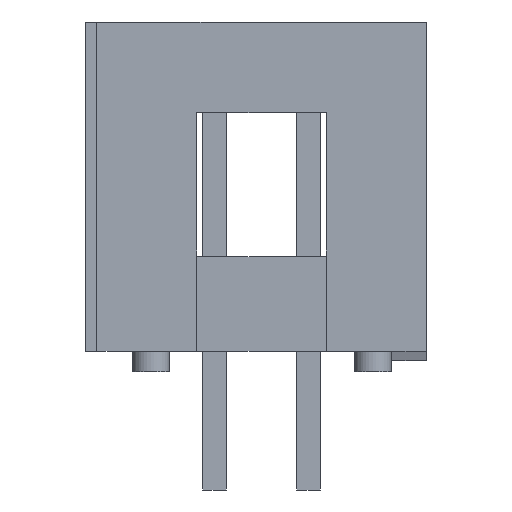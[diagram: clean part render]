
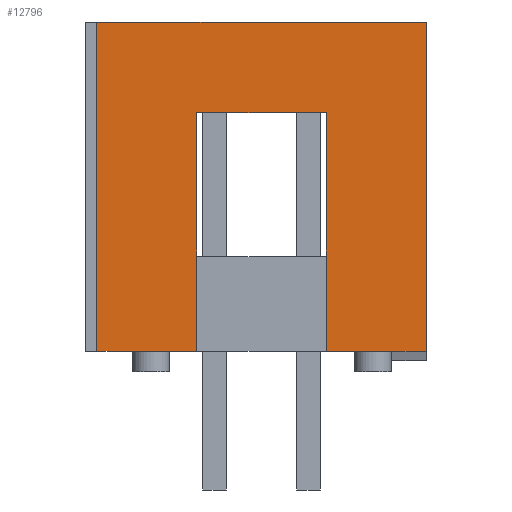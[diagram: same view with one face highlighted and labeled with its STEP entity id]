
A CAD part, left-side view. The second image highlights one B-rep face of the part: STEP entity #12796.
In plain terms, the highlighted planar face has unit normal (-1, 0, 0).
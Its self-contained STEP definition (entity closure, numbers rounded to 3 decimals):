
#11217=CARTESIAN_POINT('',(-25.4,-1.75,7.0));
#11218=VERTEX_POINT('',#11217);
#11225=CARTESIAN_POINT('',(-25.4,1.75,7.0));
#11226=VERTEX_POINT('',#11225);
#11227=CARTESIAN_POINT('',(-25.4,0.,7.0));
#11228=DIRECTION('',(0.0,-1.0,0.0));
#11229=VECTOR('',#11228,1.0);
#11230=LINE('',#11227,#11229);
#11231=EDGE_CURVE('n� 1000',#11226,#11218,#11230,.T.);
#11255=CARTESIAN_POINT('',(-25.4,-1.75,0.55));
#11256=VERTEX_POINT('',#11255);
#11263=CARTESIAN_POINT('',(-25.4,-1.75,5.0));
#11264=DIRECTION('',(-0.0,0.0,-1.0));
#11265=VECTOR('',#11264,1.0);
#11266=LINE('',#11263,#11265);
#11267=EDGE_CURVE('n� 999',#11218,#11256,#11266,.T.);
#11279=CARTESIAN_POINT('',(-25.4,1.75,0.55));
#11280=VERTEX_POINT('',#11279);
#11281=CARTESIAN_POINT('',(-25.4,1.75,5.0));
#11282=DIRECTION('',(-0.0,0.,1.0));
#11283=VECTOR('',#11282,1.0);
#11284=LINE('',#11281,#11283);
#11285=EDGE_CURVE('n� 993',#11280,#11226,#11284,.T.);
#11957=CARTESIAN_POINT('',(-25.4,4.45,9.45));
#11958=VERTEX_POINT('',#11957);
#11965=CARTESIAN_POINT('',(-25.4,-4.45,9.45));
#11966=VERTEX_POINT('',#11965);
#11967=CARTESIAN_POINT('',(-25.4,0.,9.45));
#11968=DIRECTION('',(0.0,1.0,0.0));
#11969=VECTOR('',#11968,1.0);
#11970=LINE('',#11967,#11969);
#11971=EDGE_CURVE('n� 996',#11966,#11958,#11970,.T.);
#12723=CARTESIAN_POINT('',(-25.4,-4.45,0.55));
#12724=VERTEX_POINT('',#12723);
#12725=CARTESIAN_POINT('',(-25.4,-4.45,5.0));
#12726=DIRECTION('',(0.0,-0.0,1.0));
#12727=VECTOR('',#12726,1.0);
#12728=LINE('',#12725,#12727);
#12729=EDGE_CURVE('n� 997',#12724,#11966,#12728,.T.);
#12764=CARTESIAN_POINT('',(-25.4,4.45,0.55));
#12765=VERTEX_POINT('',#12764);
#12766=CARTESIAN_POINT('',(-25.4,0.15,0.55));
#12767=DIRECTION('',(0.0,1.0,0.0));
#12768=VECTOR('',#12767,1.0);
#12769=LINE('',#12766,#12768);
#12770=EDGE_CURVE('n� 113',#11280,#12765,#12769,.T.);
#12771=ORIENTED_EDGE('',*,*,#12770,.F.);
#12772=ORIENTED_EDGE('',*,*,#11285,.T.);
#12773=ORIENTED_EDGE('',*,*,#11231,.T.);
#12774=ORIENTED_EDGE('',*,*,#11267,.T.);
#12775=CARTESIAN_POINT('',(-25.4,0.15,0.55));
#12776=DIRECTION('',(0.0,1.0,-0.0));
#12777=VECTOR('',#12776,1.0);
#12778=LINE('',#12775,#12777);
#12779=EDGE_CURVE('n� 117',#12724,#11256,#12778,.T.);
#12780=ORIENTED_EDGE('',*,*,#12779,.F.);
#12781=ORIENTED_EDGE('',*,*,#12729,.T.);
#12782=ORIENTED_EDGE('',*,*,#11971,.T.);
#12783=CARTESIAN_POINT('',(-25.4,4.45,5.0));
#12784=DIRECTION('',(0.0,0.0,1.0));
#12785=VECTOR('',#12784,1.0);
#12786=LINE('',#12783,#12785);
#12787=EDGE_CURVE('n� 974',#12765,#11958,#12786,.T.);
#12788=ORIENTED_EDGE('',*,*,#12787,.F.);
#12789=EDGE_LOOP('',(#12771,#12772,#12773,#12774,#12780,#12781,#12782,#12788));
#12790=FACE_OUTER_BOUND('',#12789,.T.);
#12791=CARTESIAN_POINT('',(-25.4,4.45,0.55));
#12792=DIRECTION('',(-1.0,0.0,0.0));
#12793=DIRECTION('',(0.0,-1.0,0.0));
#12794=AXIS2_PLACEMENT_3D('',#12791,#12792,#12793);
#12795=PLANE('',#12794);
#12796=ADVANCED_FACE('n� 990',(#12790),#12795,.T.);
